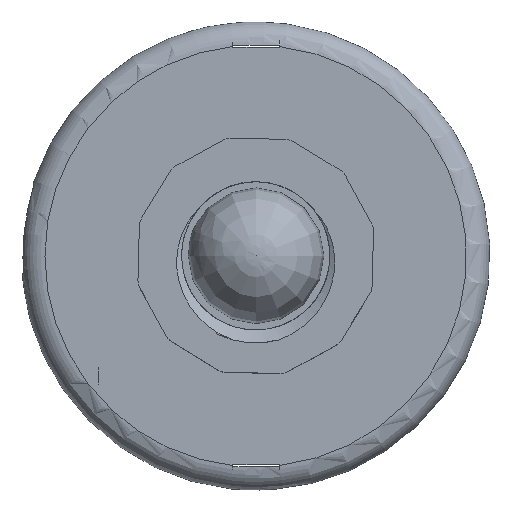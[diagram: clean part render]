
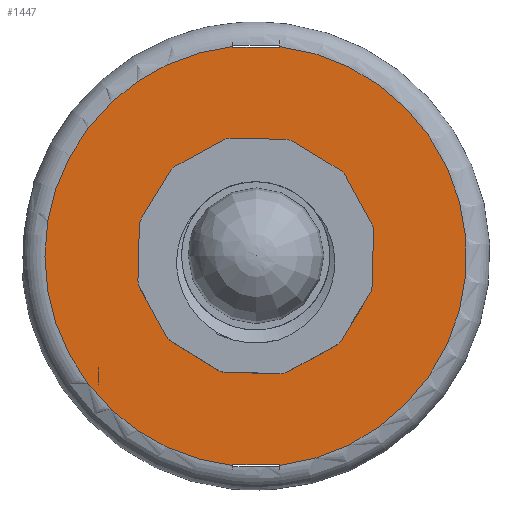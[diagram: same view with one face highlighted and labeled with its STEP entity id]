
A CAD part, top view. The second image highlights one B-rep face of the part: STEP entity #1447.
In plain terms, the highlighted planar face has unit normal (0, 0, 1).
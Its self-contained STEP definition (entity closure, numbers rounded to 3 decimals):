
#45=FACE_BOUND('',#231,.T.);
#46=FACE_BOUND('',#232,.T.);
#80=PLANE('',#1607);
#151=FACE_OUTER_BOUND('',#230,.T.);
#230=EDGE_LOOP('',(#1268,#1269,#1270,#1271,#1272,#1273,#1274,#1275,#1276));
#231=EDGE_LOOP('',(#1277));
#232=EDGE_LOOP('',(#1278,#1279,#1280,#1281,#1282,#1283));
#288=CIRCLE('',#1590,27.);
#290=CIRCLE('',#1592,27.);
#295=CIRCLE('',#1597,27.);
#298=CIRCLE('',#1608,2.5);
#299=CIRCLE('',#1609,24.987);
#300=CIRCLE('',#1610,24.987);
#415=LINE('',#3753,#535);
#420=LINE('',#3775,#540);
#424=LINE('',#3782,#544);
#427=LINE('',#3871,#547);
#430=LINE('',#3877,#550);
#433=LINE('',#3881,#553);
#437=LINE('',#3895,#557);
#438=LINE('',#3899,#558);
#439=LINE('',#3900,#559);
#440=LINE('',#3903,#560);
#535=VECTOR('',#1873,10.);
#540=VECTOR('',#1884,10.);
#544=VECTOR('',#1892,10.);
#547=VECTOR('',#1921,10.);
#550=VECTOR('',#1926,10.);
#553=VECTOR('',#1931,10.);
#557=VECTOR('',#1947,10.);
#558=VECTOR('',#1950,10.);
#559=VECTOR('',#1951,10.);
#560=VECTOR('',#1954,10.);
#675=VERTEX_POINT('',#3747);
#676=VERTEX_POINT('',#3752);
#682=VERTEX_POINT('',#3774);
#683=VERTEX_POINT('',#3781);
#684=VERTEX_POINT('',#3789);
#689=VERTEX_POINT('',#3808);
#690=VERTEX_POINT('',#3813);
#700=VERTEX_POINT('',#3870);
#702=VERTEX_POINT('',#3876);
#704=VERTEX_POINT('',#3891);
#705=VERTEX_POINT('',#3893);
#706=VERTEX_POINT('',#3894);
#707=VERTEX_POINT('',#3896);
#708=VERTEX_POINT('',#3898);
#709=VERTEX_POINT('',#3901);
#856=EDGE_CURVE('',#676,#675,#415,.T.);
#864=EDGE_CURVE('',#682,#676,#420,.T.);
#868=EDGE_CURVE('',#683,#682,#424,.T.);
#871=EDGE_CURVE('',#683,#684,#288,.T.);
#877=EDGE_CURVE('',#689,#690,#290,.T.);
#886=EDGE_CURVE('',#690,#675,#295,.T.);
#890=EDGE_CURVE('',#700,#684,#427,.T.);
#893=EDGE_CURVE('',#702,#700,#430,.T.);
#896=EDGE_CURVE('',#689,#702,#433,.T.);
#901=EDGE_CURVE('',#704,#704,#298,.T.);
#902=EDGE_CURVE('',#705,#706,#437,.T.);
#903=EDGE_CURVE('',#706,#707,#299,.T.);
#904=EDGE_CURVE('',#707,#708,#438,.T.);
#905=EDGE_CURVE('',#708,#706,#439,.T.);
#906=EDGE_CURVE('',#706,#709,#300,.T.);
#907=EDGE_CURVE('',#709,#705,#440,.T.);
#1268=ORIENTED_EDGE('',*,*,#856,.T.);
#1269=ORIENTED_EDGE('',*,*,#886,.F.);
#1270=ORIENTED_EDGE('',*,*,#877,.F.);
#1271=ORIENTED_EDGE('',*,*,#896,.T.);
#1272=ORIENTED_EDGE('',*,*,#893,.T.);
#1273=ORIENTED_EDGE('',*,*,#890,.T.);
#1274=ORIENTED_EDGE('',*,*,#871,.F.);
#1275=ORIENTED_EDGE('',*,*,#868,.T.);
#1276=ORIENTED_EDGE('',*,*,#864,.T.);
#1277=ORIENTED_EDGE('',*,*,#901,.T.);
#1278=ORIENTED_EDGE('',*,*,#902,.T.);
#1279=ORIENTED_EDGE('',*,*,#903,.T.);
#1280=ORIENTED_EDGE('',*,*,#904,.T.);
#1281=ORIENTED_EDGE('',*,*,#905,.T.);
#1282=ORIENTED_EDGE('',*,*,#906,.T.);
#1283=ORIENTED_EDGE('',*,*,#907,.T.);
#1447=ADVANCED_FACE('',(#151,#45,#46),#80,.T.);
#1590=AXIS2_PLACEMENT_3D('',#3790,#1897,#1898);
#1592=AXIS2_PLACEMENT_3D('',#3814,#1901,#1902);
#1597=AXIS2_PLACEMENT_3D('',#3862,#1911,#1912);
#1607=AXIS2_PLACEMENT_3D('',#3890,#1943,#1944);
#1608=AXIS2_PLACEMENT_3D('',#3892,#1945,#1946);
#1609=AXIS2_PLACEMENT_3D('',#3897,#1948,#1949);
#1610=AXIS2_PLACEMENT_3D('',#3902,#1952,#1953);
#1873=DIRECTION('',(0.,1.,0.));
#1884=DIRECTION('',(-1.,0.,0.));
#1892=DIRECTION('',(0.,-1.,0.));
#1897=DIRECTION('center_axis',(0.,0.,-1.));
#1898=DIRECTION('ref_axis',(-1.,0.,0.));
#1901=DIRECTION('center_axis',(0.,0.,-1.));
#1902=DIRECTION('ref_axis',(-1.,0.,0.));
#1911=DIRECTION('center_axis',(0.,0.,-1.));
#1912=DIRECTION('ref_axis',(-1.,0.,0.));
#1921=DIRECTION('',(0.,-1.,0.));
#1926=DIRECTION('',(1.,0.,0.));
#1931=DIRECTION('',(0.,1.,0.));
#1943=DIRECTION('center_axis',(0.,0.,1.));
#1944=DIRECTION('ref_axis',(-1.,0.,0.));
#1945=DIRECTION('center_axis',(0.,0.,-1.));
#1946=DIRECTION('ref_axis',(-1.,0.,0.));
#1947=DIRECTION('',(0.002,-1.,0.));
#1948=DIRECTION('center_axis',(0.,0.,1.));
#1949=DIRECTION('ref_axis',(-0.808,-0.59,0.));
#1950=DIRECTION('',(0.,-1.,0.));
#1951=DIRECTION('',(-0.002,1.,0.));
#1952=DIRECTION('center_axis',(0.,0.,-1.));
#1953=DIRECTION('ref_axis',(-0.808,-0.59,0.));
#1954=DIRECTION('',(0.,1.,0.));
#3747=CARTESIAN_POINT('',(-2.943,26.839,9.2));
#3752=CARTESIAN_POINT('',(-2.943,26.724,9.2));
#3753=CARTESIAN_POINT('',(-2.943,13.362,9.2));
#3774=CARTESIAN_POINT('',(3.057,26.724,9.2));
#3775=CARTESIAN_POINT('',(1.529,26.724,9.2));
#3781=CARTESIAN_POINT('',(3.057,26.826,9.2));
#3782=CARTESIAN_POINT('',(3.057,14.362,9.2));
#3789=CARTESIAN_POINT('',(3.057,-26.826,9.2));
#3790=CARTESIAN_POINT('Origin',(0.,0.,9.2));
#3808=CARTESIAN_POINT('',(-2.943,-26.839,9.2));
#3813=CARTESIAN_POINT('',(-27.,0.,9.2));
#3814=CARTESIAN_POINT('Origin',(0.,0.,9.2));
#3862=CARTESIAN_POINT('Origin',(0.,0.,9.2));
#3870=CARTESIAN_POINT('',(3.057,-26.709,9.2));
#3871=CARTESIAN_POINT('',(3.057,-14.355,9.2));
#3876=CARTESIAN_POINT('',(-2.943,-26.709,9.2));
#3877=CARTESIAN_POINT('',(1.529,-26.709,9.2));
#3881=CARTESIAN_POINT('',(-2.943,-13.355,9.2));
#3890=CARTESIAN_POINT('Origin',(0.,0.,9.2));
#3891=CARTESIAN_POINT('',(2.557,0.007,9.2));
#3892=CARTESIAN_POINT('Origin',(0.057,0.007,
9.2));
#3893=CARTESIAN_POINT('',(-20.184,-14.23,9.2));
#3894=CARTESIAN_POINT('',(-20.183,-14.732,9.2));
#3895=CARTESIAN_POINT('',(-20.184,-14.23,9.2));
#3896=CARTESIAN_POINT('',(-20.18,-14.735,9.2));
#3897=CARTESIAN_POINT('Origin',(0.,0.,9.2));
#3898=CARTESIAN_POINT('',(-20.18,-16.394,9.2));
#3899=CARTESIAN_POINT('',(-20.18,-16.394,9.2));
#3900=CARTESIAN_POINT('',(-20.184,-14.23,9.2));
#3901=CARTESIAN_POINT('',(-20.184,-14.73,9.2));
#3902=CARTESIAN_POINT('Origin',(0.,0.,9.2));
#3903=CARTESIAN_POINT('',(-20.184,-14.73,9.2));
